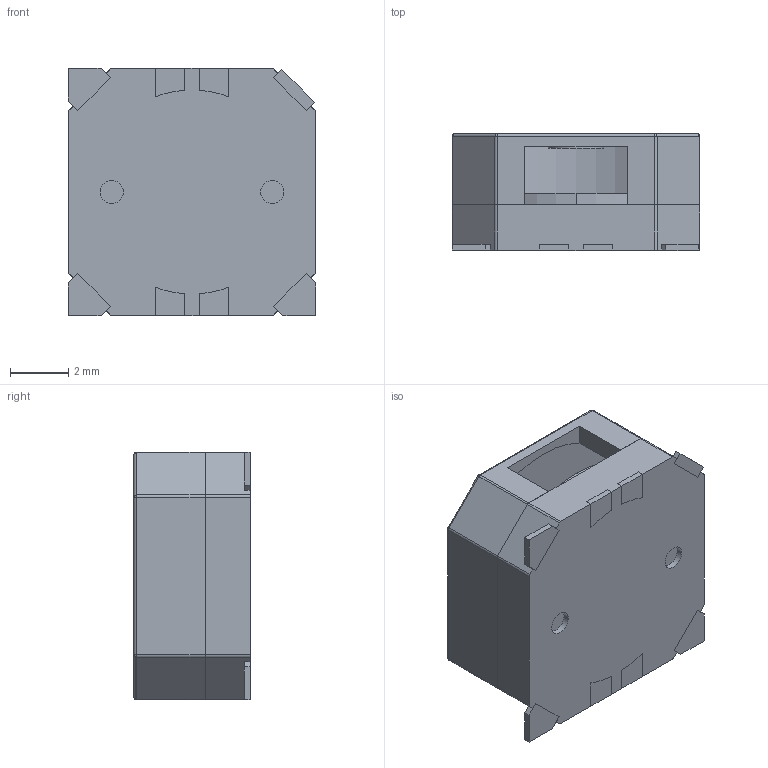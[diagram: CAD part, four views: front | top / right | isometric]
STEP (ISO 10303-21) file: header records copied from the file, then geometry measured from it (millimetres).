
FILE_DESCRIPTION (( 'STEP AP214' ), '1' );
FILE_NAME ('CUI_DEVICES_CMT-9504-87-SMT-TR.step', '2019-10-20T21:41:58', ( '' ), ( '' ), 'SwSTEP 2.0', 'SolidWorks 2019', '' );
FILE_SCHEMA (( 'AUTOMOTIVE_DESIGN' ));
Length unit declared in the file: inch
Products named in the file (1): CUI_DEVICES_CMT-9504-87-SMT-TR
Bounding box: 8.5 x 4 x 8.5 mm (x, y, z)
Volume: 135.9 mm3; surface area: 498.2 mm2
Topology: 10 solids, 10 shells, 160 faces, 382 edges, 244 vertices
Faces by surface type: plane 108, cylinder 44, sphere 8
Entity records: 5401 total; most frequent: DIRECTION 790, CARTESIAN_POINT 783, ORIENTED_EDGE 756, EDGE_CURVE 378, LINE 288, VECTOR 288, AXIS2_PLACEMENT_3D 251, VERTEX_POINT 244
